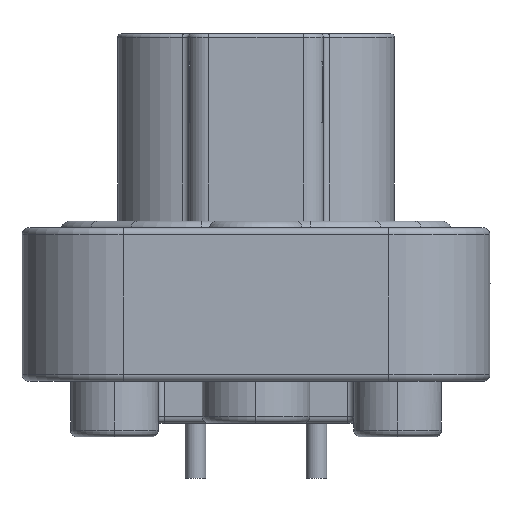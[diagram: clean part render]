
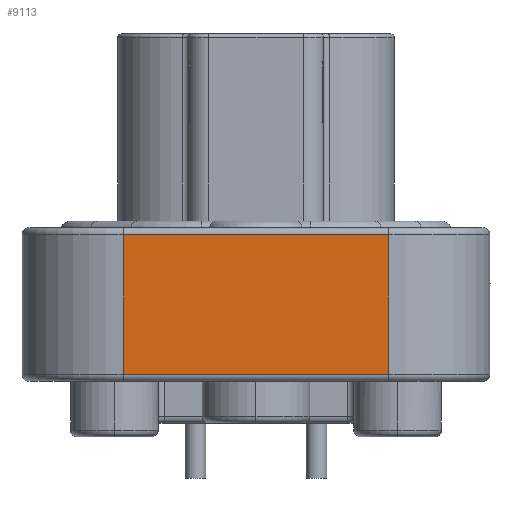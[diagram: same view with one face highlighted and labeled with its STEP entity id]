
A CAD part, left-side view. The second image highlights one B-rep face of the part: STEP entity #9113.
In plain terms, the highlighted planar face has unit normal (-1, 0, 0).
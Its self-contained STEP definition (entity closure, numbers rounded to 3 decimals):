
#2540=DIRECTION('',(0.,1.,0.));
#2541=VECTOR('',#2540,20.015);
#2542=CARTESIAN_POINT('',(-19.177,-10.008,-25.654));
#2543=LINE('',#2542,#2541);
#2544=DIRECTION('',(0.,0.,1.));
#2545=VECTOR('',#2544,10.541);
#2546=CARTESIAN_POINT('',(-19.177,10.008,-25.654));
#2547=LINE('',#2546,#2545);
#2548=DIRECTION('',(0.,-1.,0.));
#2549=VECTOR('',#2548,20.015);
#2550=CARTESIAN_POINT('',(-19.177,10.008,-15.113));
#2551=LINE('',#2550,#2549);
#2557=DIRECTION('',(0.,0.,1.));
#2558=VECTOR('',#2557,10.541);
#2559=CARTESIAN_POINT('',(-19.177,-10.008,-25.654));
#2560=LINE('',#2559,#2558);
#5553=CARTESIAN_POINT('',(-19.177,10.008,-15.113));
#5555=VERTEX_POINT('',#5553);
#5558=CARTESIAN_POINT('',(-19.177,-10.008,-15.113));
#5559=VERTEX_POINT('',#5558);
#5668=CARTESIAN_POINT('',(-19.177,-10.008,-25.654));
#5669=VERTEX_POINT('',#5668);
#5672=CARTESIAN_POINT('',(-19.177,10.008,-25.654));
#5673=VERTEX_POINT('',#5672);
#9101=CARTESIAN_POINT('',(-19.177,-10.008,-14.859));
#9102=DIRECTION('',(-1.,0.,0.));
#9103=DIRECTION('',(0.,1.,0.));
#9104=AXIS2_PLACEMENT_3D('',#9101,#9102,#9103);
#9105=PLANE('',#9104);
#9106=ORIENTED_EDGE('',*,*,#9069,.T.);
#9107=ORIENTED_EDGE('',*,*,#9096,.T.);
#9108=ORIENTED_EDGE('',*,*,#8356,.T.);
#9110=ORIENTED_EDGE('',*,*,#9109,.F.);
#9111=EDGE_LOOP('',(#9106,#9107,#9108,#9110));
#9112=FACE_OUTER_BOUND('',#9111,.F.);
#9113=ADVANCED_FACE('',(#9112),#9105,.T.);
#8356=EDGE_CURVE('',#5555,#5559,#2551,.T.);
#9069=EDGE_CURVE('',#5669,#5673,#2543,.T.);
#9096=EDGE_CURVE('',#5673,#5555,#2547,.T.);
#9109=EDGE_CURVE('',#5669,#5559,#2560,.T.);
